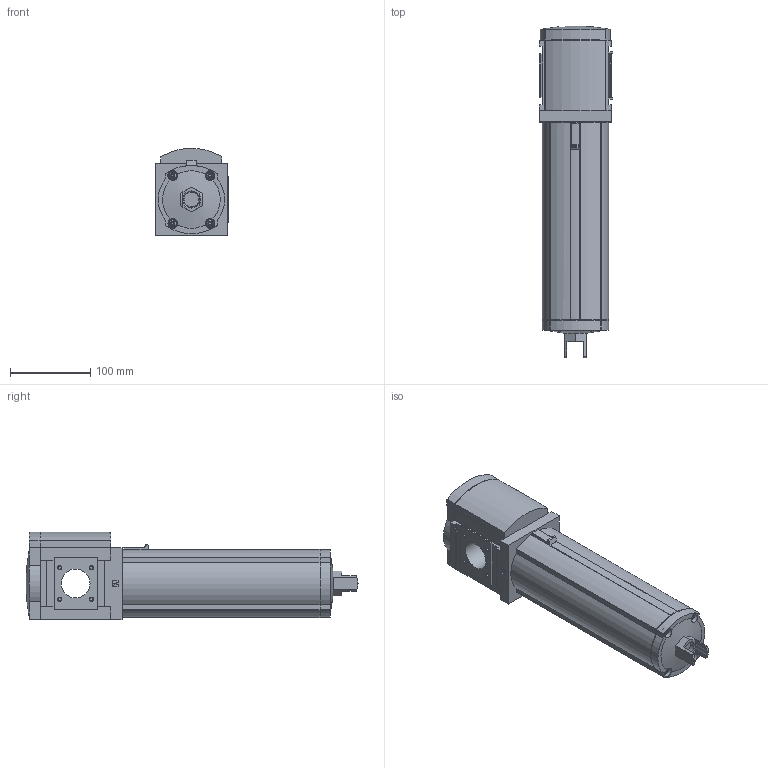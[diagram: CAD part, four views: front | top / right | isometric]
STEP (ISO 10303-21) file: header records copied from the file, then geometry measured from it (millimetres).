
FILE_DESCRIPTION(/* description */ ('STEP AP214'),/* implementation_level */ '2;1');
FILE_NAME(/* name */ '564038_MS9-LFX-G-U',/* time_stamp */ '2024-09-11T17:16:46+02:00',/* author */ ('License CC BY-ND 4.0'),/* organization */ ('CADENAS'),/* preprocessor_version */ 'ST-DEVELOPER v19.3',/* originating_system */ 'PARTsolutions',/* authorisation */ ' ');
FILE_SCHEMA (('AUTOMOTIVE_DESIGN {1 0 10303 214 3 1 1}'));
Length unit declared in the file: millimetre
Products named in the file (3): 564038 MS9-LFX-G-U; 552942 MS-LFX0; 707201 MS9
Assembly tree (2 placements, depth 2):
  564038 MS9-LFX-G-U
    552942 MS-LFX0
    707201 MS9
Bounding box: 91.5 x 415 x 108.79 mm (x, y, z)
Volume: 2418661.7 mm3; surface area: 171770.4 mm2
Topology: 2 solids, 2 shells, 367 faces, 951 edges, 621 vertices
Faces by surface type: plane 174, cylinder 148, cone 35, torus 8, sphere 2
Full cylindrical faces by diameter (mm): 4.134 x8, 11.5 x4, 12 x4, 36 x1, 71.8 x1
Entity records: 13604 total; most frequent: CARTESIAN_POINT 2170, DIRECTION 1883, ORIENTED_EDGE 1812, EDGE_CURVE 906, AXIS2_PLACEMENT_3D 687, VERTEX_POINT 614, LINE 509, VECTOR 509
